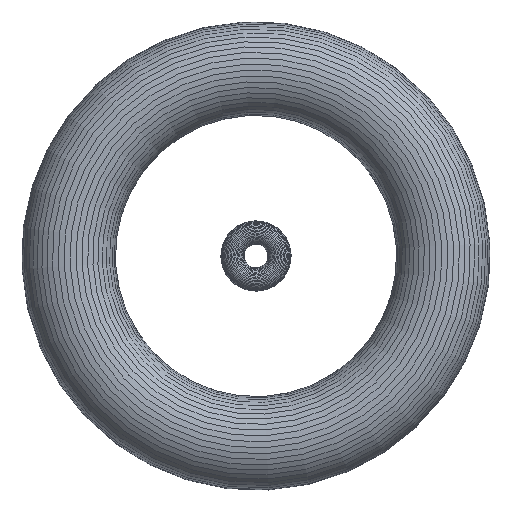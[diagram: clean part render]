
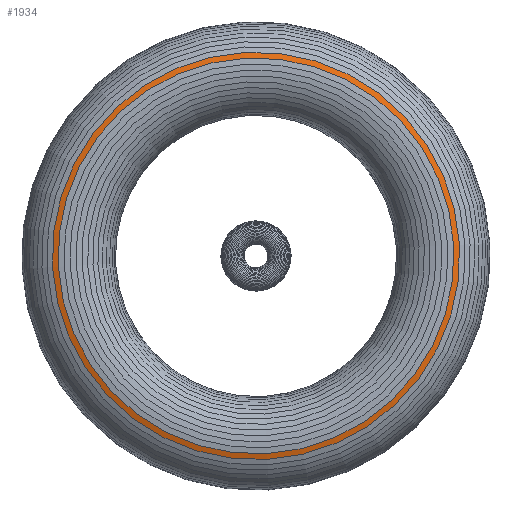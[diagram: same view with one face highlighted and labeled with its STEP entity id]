
A CAD part, top view. The second image highlights one B-rep face of the part: STEP entity #1934.
In plain terms, the highlighted conical face has half-angle 73.469 degrees and reference radius 4.345 mm.
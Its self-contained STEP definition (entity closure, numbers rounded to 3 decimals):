
#1867 = CONICAL_SURFACE('',#1868,4.463,1.154);
#1868 = AXIS2_PLACEMENT_3D('',#1869,#1870,#1871);
#1869 = CARTESIAN_POINT('',(0.,0.,0.887));
#1870 = DIRECTION('',(0.,-0.,-1.));
#1871 = DIRECTION('',(0.998,0.055,0.));
#1885 = VERTEX_POINT('',#1886);
#1886 = CARTESIAN_POINT('',(4.339,0.238,0.938)
  );
#1907 = EDGE_CURVE('',#1885,#1885,#1908,.T.);
#1908 = SURFACE_CURVE('',#1909,(#1914,#1921),.PCURVE_S1.);
#1909 = CIRCLE('',#1910,4.345);
#1910 = AXIS2_PLACEMENT_3D('',#1911,#1912,#1913);
#1911 = CARTESIAN_POINT('',(0.,0.,0.938));
#1912 = DIRECTION('',(0.,-0.,1.));
#1913 = DIRECTION('',(0.998,0.055,0.));
#1914 = PCURVE('',#1867,#1915);
#1915 = DEFINITIONAL_REPRESENTATION('',(#1916),#1920);
#1916 = LINE('',#1917,#1918);
#1917 = CARTESIAN_POINT('',(-0.,-0.052));
#1918 = VECTOR('',#1919,1.);
#1919 = DIRECTION('',(-1.,-0.));
#1920 = ( GEOMETRIC_REPRESENTATION_CONTEXT(2) 
PARAMETRIC_REPRESENTATION_CONTEXT() REPRESENTATION_CONTEXT('2D SPACE',''
  ) );
#1921 = PCURVE('',#1922,#1927);
#1922 = CONICAL_SURFACE('',#1923,4.345,1.282);
#1923 = AXIS2_PLACEMENT_3D('',#1924,#1925,#1926);
#1924 = CARTESIAN_POINT('',(0.,0.,0.938));
#1925 = DIRECTION('',(0.,-0.,-1.));
#1926 = DIRECTION('',(0.998,0.055,0.));
#1927 = DEFINITIONAL_REPRESENTATION('',(#1928),#1932);
#1928 = LINE('',#1929,#1930);
#1929 = CARTESIAN_POINT('',(-0.,-0.));
#1930 = VECTOR('',#1931,1.);
#1931 = DIRECTION('',(-1.,-0.));
#1932 = ( GEOMETRIC_REPRESENTATION_CONTEXT(2) 
PARAMETRIC_REPRESENTATION_CONTEXT() REPRESENTATION_CONTEXT('2D SPACE',''
  ) );
#1934 = ADVANCED_FACE('',(#1935),#1922,.T.);
#1935 = FACE_BOUND('',#1936,.T.);
#1936 = EDGE_LOOP('',(#1937,#1938,#1961,#1988));
#1937 = ORIENTED_EDGE('',*,*,#1907,.T.);
#1938 = ORIENTED_EDGE('',*,*,#1939,.T.);
#1939 = EDGE_CURVE('',#1885,#1940,#1942,.T.);
#1940 = VERTEX_POINT('',#1941);
#1941 = CARTESIAN_POINT('',(4.216,0.231,0.975
    ));
#1942 = SEAM_CURVE('',#1943,(#1947,#1954),.PCURVE_S1.);
#1943 = LINE('',#1944,#1945);
#1944 = CARTESIAN_POINT('',(4.339,0.238,0.938)
  );
#1945 = VECTOR('',#1946,1.);
#1946 = DIRECTION('',(-0.957,-0.053,0.285
    ));
#1947 = PCURVE('',#1922,#1948);
#1948 = DEFINITIONAL_REPRESENTATION('',(#1949),#1953);
#1949 = LINE('',#1950,#1951);
#1950 = CARTESIAN_POINT('',(-0.,-0.));
#1951 = VECTOR('',#1952,1.);
#1952 = DIRECTION('',(-0.,-1.));
#1953 = ( GEOMETRIC_REPRESENTATION_CONTEXT(2) 
PARAMETRIC_REPRESENTATION_CONTEXT() REPRESENTATION_CONTEXT('2D SPACE',''
  ) );
#1954 = PCURVE('',#1922,#1955);
#1955 = DEFINITIONAL_REPRESENTATION('',(#1956),#1960);
#1956 = LINE('',#1957,#1958);
#1957 = CARTESIAN_POINT('',(-6.283,-0.));
#1958 = VECTOR('',#1959,1.);
#1959 = DIRECTION('',(-0.,-1.));
#1960 = ( GEOMETRIC_REPRESENTATION_CONTEXT(2) 
PARAMETRIC_REPRESENTATION_CONTEXT() REPRESENTATION_CONTEXT('2D SPACE',''
  ) );
#1961 = ORIENTED_EDGE('',*,*,#1962,.F.);
#1962 = EDGE_CURVE('',#1940,#1940,#1963,.T.);
#1963 = SURFACE_CURVE('',#1964,(#1969,#1976),.PCURVE_S1.);
#1964 = CIRCLE('',#1965,4.223);
#1965 = AXIS2_PLACEMENT_3D('',#1966,#1967,#1968);
#1966 = CARTESIAN_POINT('',(0.,0.,0.975));
#1967 = DIRECTION('',(0.,-0.,1.));
#1968 = DIRECTION('',(0.998,0.055,0.));
#1969 = PCURVE('',#1922,#1970);
#1970 = DEFINITIONAL_REPRESENTATION('',(#1971),#1975);
#1971 = LINE('',#1972,#1973);
#1972 = CARTESIAN_POINT('',(-0.,-0.036));
#1973 = VECTOR('',#1974,1.);
#1974 = DIRECTION('',(-1.,-0.));
#1975 = ( GEOMETRIC_REPRESENTATION_CONTEXT(2) 
PARAMETRIC_REPRESENTATION_CONTEXT() REPRESENTATION_CONTEXT('2D SPACE',''
  ) );
#1976 = PCURVE('',#1977,#1982);
#1977 = CONICAL_SURFACE('',#1978,4.223,1.411);
#1978 = AXIS2_PLACEMENT_3D('',#1979,#1980,#1981);
#1979 = CARTESIAN_POINT('',(0.,0.,0.975));
#1980 = DIRECTION('',(0.,-0.,-1.));
#1981 = DIRECTION('',(0.998,0.055,0.));
#1982 = DEFINITIONAL_REPRESENTATION('',(#1983),#1987);
#1983 = LINE('',#1984,#1985);
#1984 = CARTESIAN_POINT('',(-0.,-0.));
#1985 = VECTOR('',#1986,1.);
#1986 = DIRECTION('',(-1.,-0.));
#1987 = ( GEOMETRIC_REPRESENTATION_CONTEXT(2) 
PARAMETRIC_REPRESENTATION_CONTEXT() REPRESENTATION_CONTEXT('2D SPACE',''
  ) );
#1988 = ORIENTED_EDGE('',*,*,#1939,.F.);
